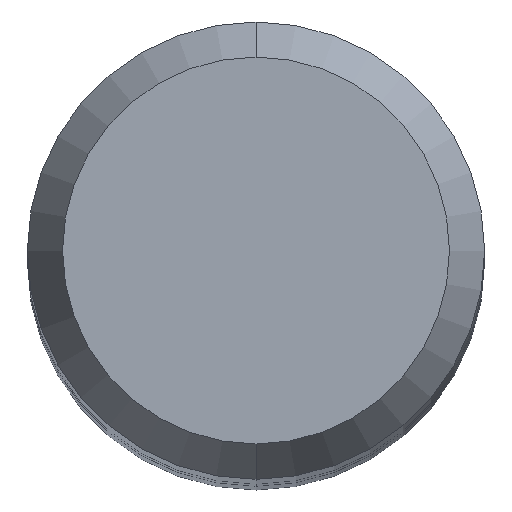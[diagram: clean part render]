
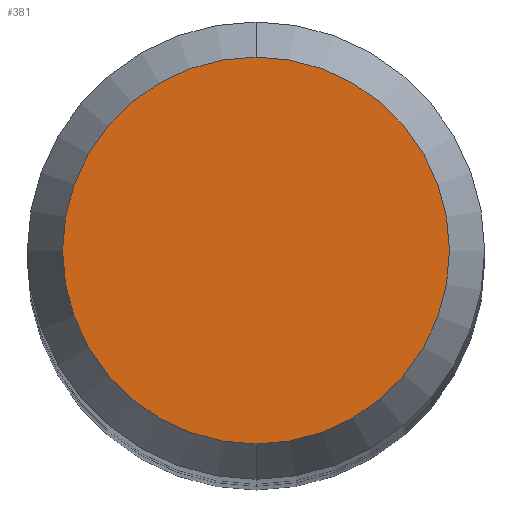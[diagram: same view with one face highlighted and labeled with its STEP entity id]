
A CAD part, top view. The second image highlights one B-rep face of the part: STEP entity #381.
In plain terms, the highlighted planar face has unit normal (0, 0, 1).
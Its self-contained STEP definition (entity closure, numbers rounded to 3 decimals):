
#255=VERTEX_POINT('',#558);
#267=EDGE_CURVE('',#255,#313,#570,.T.);
#313=VERTEX_POINT('',#619);
#377=EDGE_CURVE('',#313,#255,#689,.T.);
#381=ADVANCED_FACE('',(#693),#694,.T.);
#558=CARTESIAN_POINT('',(0.,-2.538,0.0));
#570=CIRCLE('',#1005,2.538);
#619=CARTESIAN_POINT('',(0.0,2.538,0.0));
#689=CIRCLE('',#1222,2.538);
#693=FACE_OUTER_BOUND('',#1226,.T.);
#694=PLANE('',#1227);
#1005=AXIS2_PLACEMENT_3D('',#1517,#1518,#1519);
#1222=AXIS2_PLACEMENT_3D('',#1641,#1642,#1643);
#1226=EDGE_LOOP('',(#1645,#1646));
#1227=AXIS2_PLACEMENT_3D('',#1647,#1648,#1649);
#1517=CARTESIAN_POINT('',(0.0,0.0,0.0));
#1518=DIRECTION('',(0.0,0.0,-1.0));
#1519=DIRECTION('',(0.0,1.0,0.0));
#1641=CARTESIAN_POINT('',(0.0,0.0,0.0));
#1642=DIRECTION('',(0.0,0.0,-1.0));
#1643=DIRECTION('',(0.0,1.0,0.0));
#1645=ORIENTED_EDGE('',*,*,#377,.F.);
#1646=ORIENTED_EDGE('',*,*,#267,.F.);
#1647=CARTESIAN_POINT('',(0.0,1.269,0.0));
#1648=DIRECTION('',(-0.0,0.0,1.0));
#1649=DIRECTION('',(0.0,-1.0,0.0));
